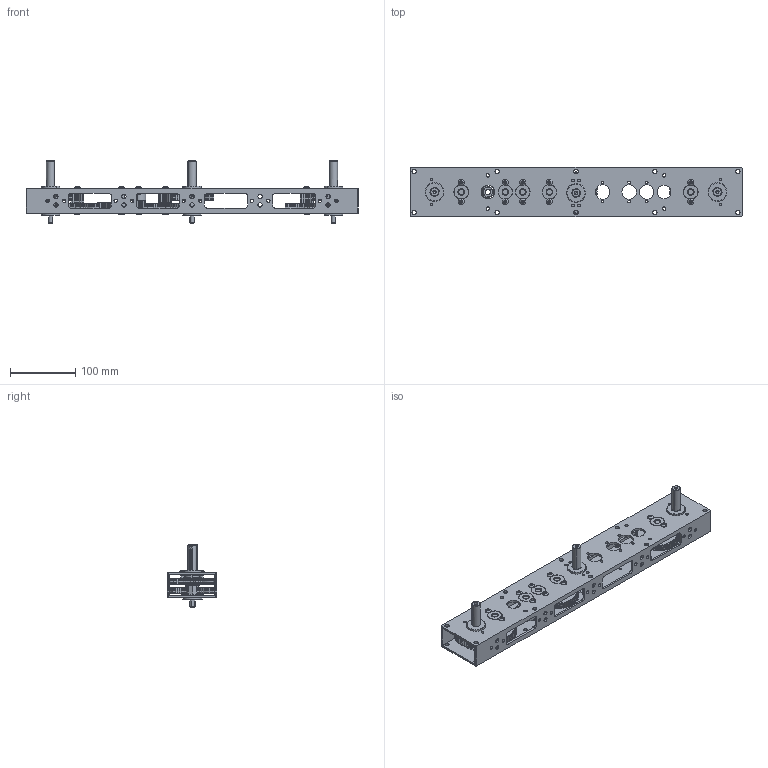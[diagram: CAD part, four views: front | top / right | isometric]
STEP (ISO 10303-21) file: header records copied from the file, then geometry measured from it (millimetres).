
FILE_DESCRIPTION (( 'STEP AP203' ), '1' );
FILE_NAME ('am-2251 three 500 key shafts - 2 motor inputs.STEP', '2013-01-07T19:16:00', ( '' ), ( '' ), 'SwSTEP 2.0', 'SolidWorks 2010', '' );
FILE_SCHEMA (( 'CONFIG_CONTROL_DESIGN' ));
Length unit declared in the file: inch
Products named in the file (18): am-2251 three 500 key shafts - 2 motor inputs; NanoTube20 3-outputV3; 14T CIM Gear; 28T Medium Cluster Gear; 820x375 brass spacer; 375x500 spacer_smart; FR8ZZ Hex Bearing; FR6ZZ-L Bearing; Toughbox Nano d04 am-0506; Spacer am-1151; 500-e-klip; fr6; R6ZZ Bearing; Toughbox d07; Toughbox 14T Small Cluster; Toughbox 50T Large Cluster; Toughbox 50T Output; BHCS 10-32 x 0.375_SBHCSCREW 0.19-32x0.5-HX-C
Assembly tree (55 placements, depth 2):
  am-2251 three 500 key shafts - 2 motor inputs
    R6ZZ Bearing  x5
    Spacer am-1151  x3
    28T Medium Cluster Gear
    BHCS 10-32 x 0.375_SBHCSCREW 0.19-32x0.5-HX-C  x10
    Toughbox d07  x5
    Toughbox Nano d04 am-0506  x3
    FR8ZZ Hex Bearing  x3
    14T CIM Gear
    Toughbox 50T Output  x3
    FR6ZZ-L Bearing  x3
    fr6  x5
    Toughbox 50T Large Cluster  x3
    500-e-klip  x3
    Toughbox 14T Small Cluster  x4
    375x500 spacer_smart
    820x375 brass spacer
    NanoTube20 3-outputV3
Bounding box: 508 x 76.2 x 95.12 mm (x, y, z)
Volume: 547605 mm3; surface area: 318665.9 mm2
Topology: 55 solids, 55 shells, 2970 faces, 8054 edges, 5237 vertices
Faces by surface type: cylinder 2117, plane 575, cone 252, sphere 20, torus 6
Entity records: 42899 total; most frequent: DIRECTION 7703, CARTESIAN_POINT 6831, ORIENTED_EDGE 6624, EDGE_CURVE 3312, AXIS2_PLACEMENT_3D 3192, VERTEX_POINT 2184, CIRCLE 1955, EDGE_LOOP 1534
